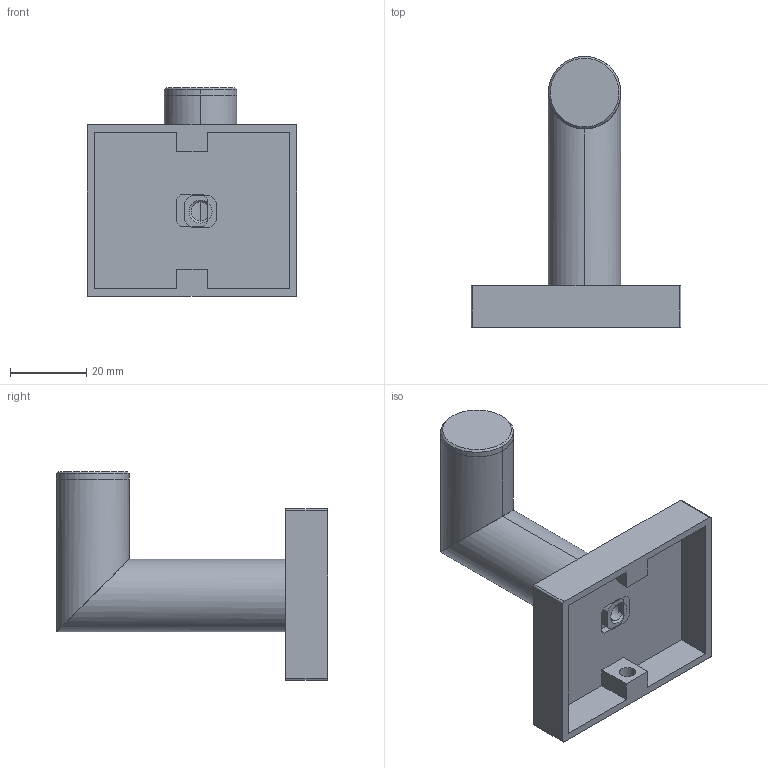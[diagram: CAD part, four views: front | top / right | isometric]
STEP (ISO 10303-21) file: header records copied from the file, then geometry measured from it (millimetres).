
FILE_DESCRIPTION (( 'STEP AP203' ), '1' );
FILE_NAME ('3182.STEP', '2016-07-20T08:40:37', ( '迾輿躂瑞' ), ( 'WwW.YlmF.CoM' ), 'SwSTEP 2.0', 'SolidWorks 2012', '' );
FILE_SCHEMA (( 'CONFIG_CONTROL_DESIGN' ));
Length unit declared in the file: millimetre
Products named in the file (6): 31畟像芛; JY0112す裔; 31爾え; 31等裝褐; 3182; 31釱
Assembly tree (5 placements, depth 2):
  3182
    31釱
    31爾え
    31畟像芛
    JY0112す裔
    31等裝褐
Bounding box: 55 x 71 x 54.75 mm (x, y, z)
Volume: 13664.1 mm3; surface area: 20503 mm2
Topology: 5 solids, 5 shells, 115 faces, 313 edges, 205 vertices
Faces by surface type: plane 56, cylinder 47, cone 12
Entity records: 4465 total; most frequent: CARTESIAN_POINT 903, ORIENTED_EDGE 622, DIRECTION 617, EDGE_CURVE 311, AXIS2_PLACEMENT_3D 223, VERTEX_POINT 205, LINE 171, VECTOR 171
